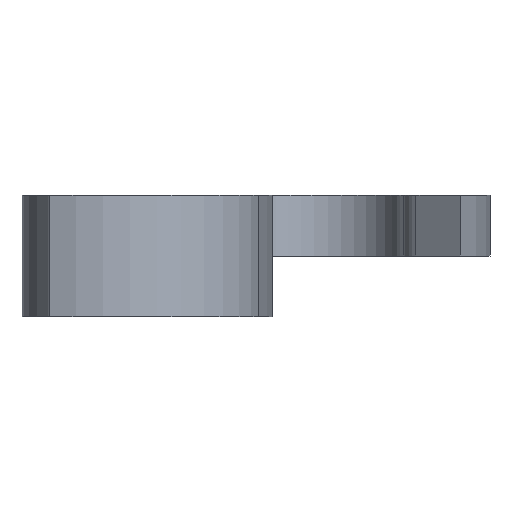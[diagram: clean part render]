
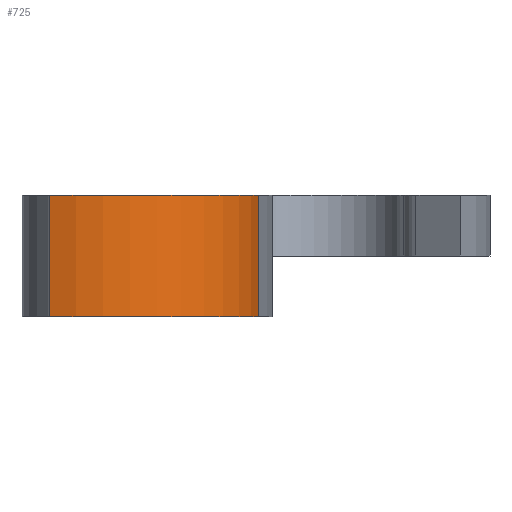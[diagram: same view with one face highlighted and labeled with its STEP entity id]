
A CAD part, front view. The second image highlights one B-rep face of the part: STEP entity #725.
In plain terms, the highlighted cylindrical face has radius 10.414 mm (diameter 20.828 mm), a partial arc.
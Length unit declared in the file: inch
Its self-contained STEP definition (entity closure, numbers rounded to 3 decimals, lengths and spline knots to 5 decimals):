
#18 = DIRECTION ( 'NONE',  ( 0., 0., -1. ) ) ;
#37 = DIRECTION ( 'NONE',  ( 0., 0., -1. ) ) ;
#49 = VERTEX_POINT ( 'NONE', #870 ) ;
#80 = AXIS2_PLACEMENT_3D ( 'NONE', #442, #1103, #628 ) ;
#84 = FACE_OUTER_BOUND ( 'NONE', #736, .T. ) ;
#108 = VERTEX_POINT ( 'NONE', #603 ) ;
#236 = CARTESIAN_POINT ( 'NONE',  ( -0.56037, -1.08481, 0.31496 ) ) ;
#258 = CARTESIAN_POINT ( 'NONE',  ( -0.15802, -1.16364, 0. ) ) ;
#264 = DIRECTION ( 'NONE',  ( 0., 0., 1. ) ) ;
#292 = CARTESIAN_POINT ( 'NONE',  ( -0.69725, -1.47128, 0.31496 ) ) ;
#381 = VECTOR ( 'NONE', #37, 39.37008 ) ;
#441 = ORIENTED_EDGE ( 'NONE', *, *, #487, .F. ) ;
#442 = CARTESIAN_POINT ( 'NONE',  ( -0.56037, -1.08481, 0.31496 ) ) ;
#448 = CARTESIAN_POINT ( 'NONE',  ( -0.15802, -1.16364, 0.31496 ) ) ;
#487 = EDGE_CURVE ( 'NONE', #750, #1031, #852, .T. ) ;
#512 = EDGE_CURVE ( 'NONE', #49, #750, #596, .T. ) ;
#514 = AXIS2_PLACEMENT_3D ( 'NONE', #796, #264, #869 ) ;
#523 = ORIENTED_EDGE ( 'NONE', *, *, #638, .T. ) ;
#596 = CIRCLE ( 'NONE', #1029, 0.41 ) ;
#603 = CARTESIAN_POINT ( 'NONE',  ( -0.69725, -1.47128, 0. ) ) ;
#628 = DIRECTION ( 'NONE',  ( -1., 0., 0. ) ) ;
#638 = EDGE_CURVE ( 'NONE', #108, #1031, #642, .T. ) ;
#642 = CIRCLE ( 'NONE', #514, 0.41 ) ;
#645 = ORIENTED_EDGE ( 'NONE', *, *, #512, .F. ) ;
#684 = VECTOR ( 'NONE', #18, 39.37008 ) ;
#725 = ADVANCED_FACE ( 'NONE', ( #84 ), #766, .T. ) ;
#736 = EDGE_LOOP ( 'NONE', ( #523, #441, #645, #832 ) ) ;
#750 = VERTEX_POINT ( 'NONE', #448 ) ;
#766 = CYLINDRICAL_SURFACE ( 'NONE', #80, 0.41 ) ;
#796 = CARTESIAN_POINT ( 'NONE',  ( -0.56037, -1.08481, 0. ) ) ;
#824 = EDGE_CURVE ( 'NONE', #49, #108, #1098, .T. ) ;
#832 = ORIENTED_EDGE ( 'NONE', *, *, #824, .T. ) ;
#842 = DIRECTION ( 'NONE',  ( 0., 0., 1. ) ) ;
#852 = LINE ( 'NONE', #906, #381 ) ;
#869 = DIRECTION ( 'NONE',  ( 1., 0., 0. ) ) ;
#870 = CARTESIAN_POINT ( 'NONE',  ( -0.69725, -1.47128, 0.31496 ) ) ;
#906 = CARTESIAN_POINT ( 'NONE',  ( -0.15802, -1.16364, 0.31496 ) ) ;
#1029 = AXIS2_PLACEMENT_3D ( 'NONE', #236, #842, #1069 ) ;
#1031 = VERTEX_POINT ( 'NONE', #258 ) ;
#1069 = DIRECTION ( 'NONE',  ( 1., 0., 0. ) ) ;
#1098 = LINE ( 'NONE', #292, #684 ) ;
#1103 = DIRECTION ( 'NONE',  ( 0., 0., -1. ) ) ;
